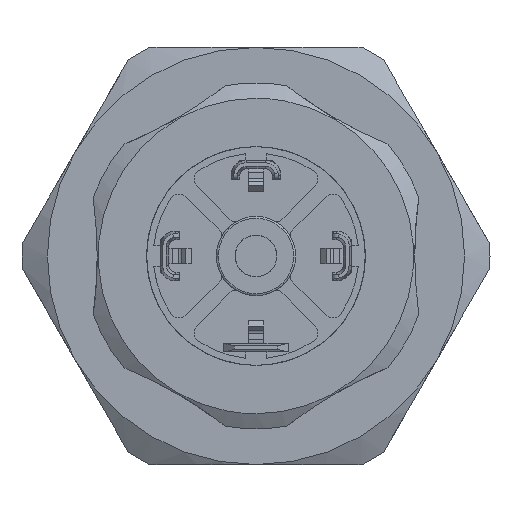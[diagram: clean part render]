
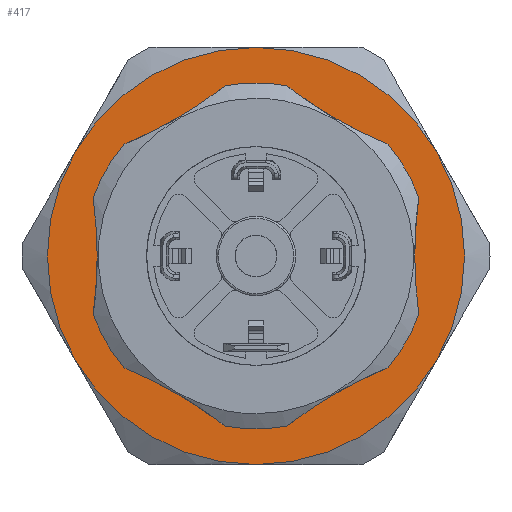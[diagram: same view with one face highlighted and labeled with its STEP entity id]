
A CAD part, front view. The second image highlights one B-rep face of the part: STEP entity #417.
In plain terms, the highlighted planar face has unit normal (0, -1, 0).
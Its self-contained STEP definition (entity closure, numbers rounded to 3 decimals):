
#417 = ADVANCED_FACE( '', ( #1109, #1110 ), #1111, .T. );
#1109 = FACE_BOUND( '', #2228, .T. );
#1110 = FACE_OUTER_BOUND( '', #2229, .T. );
#1111 = PLANE( '', #2230 );
#2228 = EDGE_LOOP( '', ( #3783 ) );
#2229 = EDGE_LOOP( '', ( #3784, #3785, #3786, #3787, #3788, #3789 ) );
#2230 = AXIS2_PLACEMENT_3D( '', #3790, #3791, #3792 );
#3783 = ORIENTED_EDGE( '', *, *, #6622, .T. );
#3784 = ORIENTED_EDGE( '', *, *, #6623, .T. );
#3785 = ORIENTED_EDGE( '', *, *, #6624, .T. );
#3786 = ORIENTED_EDGE( '', *, *, #6625, .T. );
#3787 = ORIENTED_EDGE( '', *, *, #6626, .T. );
#3788 = ORIENTED_EDGE( '', *, *, #6627, .T. );
#3789 = ORIENTED_EDGE( '', *, *, #6628, .T. );
#3790 = CARTESIAN_POINT( '', ( 20.5, -13.9, 0. ) );
#3791 = DIRECTION( '', ( 0., -1., 0. ) );
#3792 = DIRECTION( '', ( 1., 0., 0. ) );
#6622 = EDGE_CURVE( '', #8008, #8008, #8009, .F. );
#6623 = EDGE_CURVE( '', #7830, #8010, #8011, .T. );
#6624 = EDGE_CURVE( '', #8010, #7772, #8012, .T. );
#6625 = EDGE_CURVE( '', #7772, #8013, #8014, .T. );
#6626 = EDGE_CURVE( '', #8013, #8015, #8016, .T. );
#6627 = EDGE_CURVE( '', #8015, #8017, #8018, .T. );
#6628 = EDGE_CURVE( '', #8017, #7830, #8019, .T. );
#7772 = VERTEX_POINT( '', #9927 );
#7830 = VERTEX_POINT( '', #10054 );
#8008 = VERTEX_POINT( '', #10502 );
#8009 = CIRCLE( '', #10503, 14.2 );
#8010 = VERTEX_POINT( '', #10504 );
#8011 = CIRCLE( '', #10505, 20.5 );
#8012 = CIRCLE( '', #10506, 20.5 );
#8013 = VERTEX_POINT( '', #10507 );
#8014 = CIRCLE( '', #10508, 20.5 );
#8015 = VERTEX_POINT( '', #10509 );
#8016 = CIRCLE( '', #10510, 20.5 );
#8017 = VERTEX_POINT( '', #10511 );
#8018 = CIRCLE( '', #10512, 20.5 );
#8019 = CIRCLE( '', #10513, 20.5 );
#9927 = CARTESIAN_POINT( '', ( -17.754, -13.9, 10.25 ) );
#10054 = CARTESIAN_POINT( '', ( 17.754, -13.9, 10.25 ) );
#10502 = CARTESIAN_POINT( '', ( 14.2, -13.9, 0. ) );
#10503 = AXIS2_PLACEMENT_3D( '', #13724, #13725, #13726 );
#10504 = CARTESIAN_POINT( '', ( 0., -13.9, 20.5 ) );
#10505 = AXIS2_PLACEMENT_3D( '', #13727, #13728, #13729 );
#10506 = AXIS2_PLACEMENT_3D( '', #13730, #13731, #13732 );
#10507 = CARTESIAN_POINT( '', ( -17.754, -13.9, -10.25 ) );
#10508 = AXIS2_PLACEMENT_3D( '', #13733, #13734, #13735 );
#10509 = CARTESIAN_POINT( '', ( 0., -13.9, -20.5 ) );
#10510 = AXIS2_PLACEMENT_3D( '', #13736, #13737, #13738 );
#10511 = CARTESIAN_POINT( '', ( 17.754, -13.9, -10.25 ) );
#10512 = AXIS2_PLACEMENT_3D( '', #13739, #13740, #13741 );
#10513 = AXIS2_PLACEMENT_3D( '', #13742, #13743, #13744 );
#13724 = CARTESIAN_POINT( '', ( 0., -13.9, 0. ) );
#13725 = DIRECTION( '', ( 0., -1., 0. ) );
#13726 = DIRECTION( '', ( 1., 0., 0. ) );
#13727 = CARTESIAN_POINT( '', ( 0., -13.9, 0. ) );
#13728 = DIRECTION( '', ( 0., -1., 0. ) );
#13729 = DIRECTION( '', ( 1., 0., 0. ) );
#13730 = CARTESIAN_POINT( '', ( 0., -13.9, 0. ) );
#13731 = DIRECTION( '', ( 0., -1., 0. ) );
#13732 = DIRECTION( '', ( 1., 0., 0. ) );
#13733 = CARTESIAN_POINT( '', ( 0., -13.9, 0. ) );
#13734 = DIRECTION( '', ( 0., -1., 0. ) );
#13735 = DIRECTION( '', ( 1., 0., 0. ) );
#13736 = CARTESIAN_POINT( '', ( 0., -13.9, 0. ) );
#13737 = DIRECTION( '', ( 0., -1., 0. ) );
#13738 = DIRECTION( '', ( 1., 0., 0. ) );
#13739 = CARTESIAN_POINT( '', ( 0., -13.9, 0. ) );
#13740 = DIRECTION( '', ( 0., -1., 0. ) );
#13741 = DIRECTION( '', ( 1., 0., 0. ) );
#13742 = CARTESIAN_POINT( '', ( 0., -13.9, 0. ) );
#13743 = DIRECTION( '', ( 0., -1., 0. ) );
#13744 = DIRECTION( '', ( 1., 0., 0. ) );
